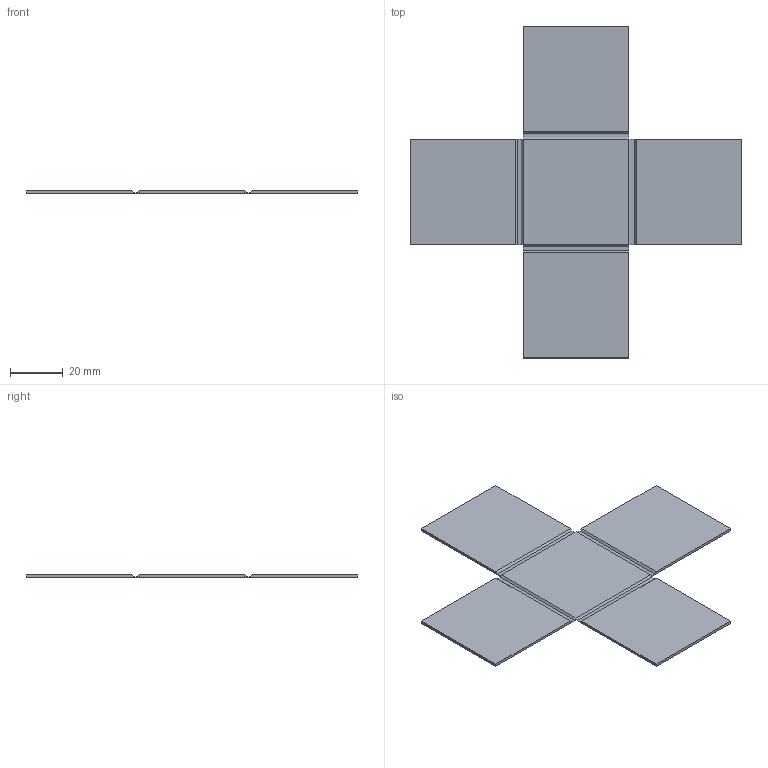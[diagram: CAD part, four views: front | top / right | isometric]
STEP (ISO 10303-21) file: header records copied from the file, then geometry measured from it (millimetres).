
FILE_DESCRIPTION(/* description */ (''),/* implementation_level */ '2;1');
FILE_NAME(/* name */ 'Cube.stp',/* time_stamp */ '2021-05-17T22:27:26+03:00',/* author */ (''),/* organization */ (''),/* preprocessor_version */ 'ST-DEVELOPER v16.7',/* originating_system */ 'SIEMENS PLM Software NX 12.0',/* authorisation */ '');
FILE_SCHEMA (('AUTOMOTIVE_DESIGN { 1 0 10303 214 3 1 1 1 }'));
Length unit declared in the file: millimetre
Products named in the file (1): Cube
Bounding box: 126 x 126 x 1.1 mm (x, y, z)
Volume: 9040 mm3; surface area: 17610.9 mm2
Topology: 1 solids, 1 shells, 30 faces, 76 edges, 48 vertices
Faces by surface type: plane 30
Entity records: 1111 total; most frequent: CARTESIAN_POINT 155, ORIENTED_EDGE 152, DIRECTION 138, EDGE_CURVE 76, LINE 76, VECTOR 76, VERTEX_POINT 48, PRESENTATION_STYLE_ASSIGNMENT 31
